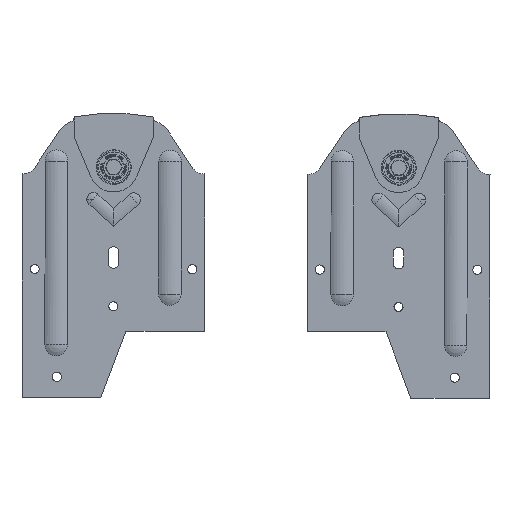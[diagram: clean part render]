
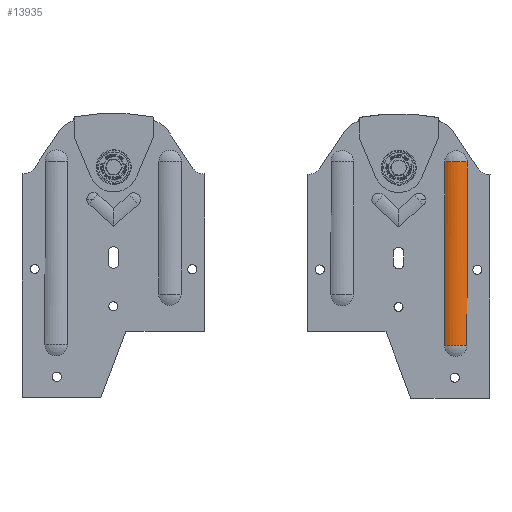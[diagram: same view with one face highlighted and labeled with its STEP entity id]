
A CAD part, top view. The second image highlights one B-rep face of the part: STEP entity #13935.
In plain terms, the highlighted cylindrical face has radius 25 mm (diameter 50 mm), a partial arc.
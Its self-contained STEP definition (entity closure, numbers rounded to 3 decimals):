
#1448=LINE('',#19825,#2750);
#1449=LINE('',#19826,#2751);
#2750=VECTOR('',#16445,10.);
#2751=VECTOR('',#16446,10.);
#3995=CYLINDRICAL_SURFACE('',#15152,25.);
#4169=FACE_OUTER_BOUND('',#4988,.T.);
#4988=EDGE_LOOP('',(#9983,#9984,#9985,#9986));
#5872=CIRCLE('',#15135,25.);
#5874=CIRCLE('',#15138,25.);
#6294=VERTEX_POINT('',#19789);
#6295=VERTEX_POINT('',#19790);
#6296=VERTEX_POINT('',#19794);
#6297=VERTEX_POINT('',#19795);
#7721=EDGE_CURVE('',#6294,#6295,#5872,.T.);
#7723=EDGE_CURVE('',#6296,#6297,#5874,.T.);
#7738=EDGE_CURVE('',#6297,#6295,#1448,.T.);
#7739=EDGE_CURVE('',#6294,#6296,#1449,.T.);
#9983=ORIENTED_EDGE('',*,*,#7721,.F.);
#9984=ORIENTED_EDGE('',*,*,#7739,.T.);
#9985=ORIENTED_EDGE('',*,*,#7723,.T.);
#9986=ORIENTED_EDGE('',*,*,#7738,.T.);
#13935=ADVANCED_FACE('',(#4169),#3995,.T.);
#15135=AXIS2_PLACEMENT_3D('',#19791,#16416,#16417);
#15138=AXIS2_PLACEMENT_3D('',#19796,#16422,#16423);
#15152=AXIS2_PLACEMENT_3D('',#19845,#16463,#16464);
#16416=DIRECTION('center_axis',(0.,1.,0.));
#16417=DIRECTION('ref_axis',(0.543,0.,-0.84));
#16422=DIRECTION('center_axis',(0.,1.,0.));
#16423=DIRECTION('ref_axis',(0.543,0.,-0.84));
#16445=DIRECTION('',(0.,1.,0.));
#16446=DIRECTION('',(0.,-1.,0.));
#16463=DIRECTION('center_axis',(0.,-1.,0.));
#16464=DIRECTION('ref_axis',(0.543,0.,-0.84));
#19789=CARTESIAN_POINT('',(54.977,286.064,-3.5));
#19790=CARTESIAN_POINT('',(27.848,286.064,-3.5));
#19791=CARTESIAN_POINT('Origin',(41.412,286.064,17.5));
#19794=CARTESIAN_POINT('',(54.977,65.064,-3.5));
#19795=CARTESIAN_POINT('',(27.848,65.064,-3.5));
#19796=CARTESIAN_POINT('Origin',(41.412,65.064,17.5));
#19825=CARTESIAN_POINT('',(27.848,65.064,-3.5));
#19826=CARTESIAN_POINT('',(54.977,65.064,-3.5));
#19845=CARTESIAN_POINT('Origin',(41.412,65.064,17.5));
